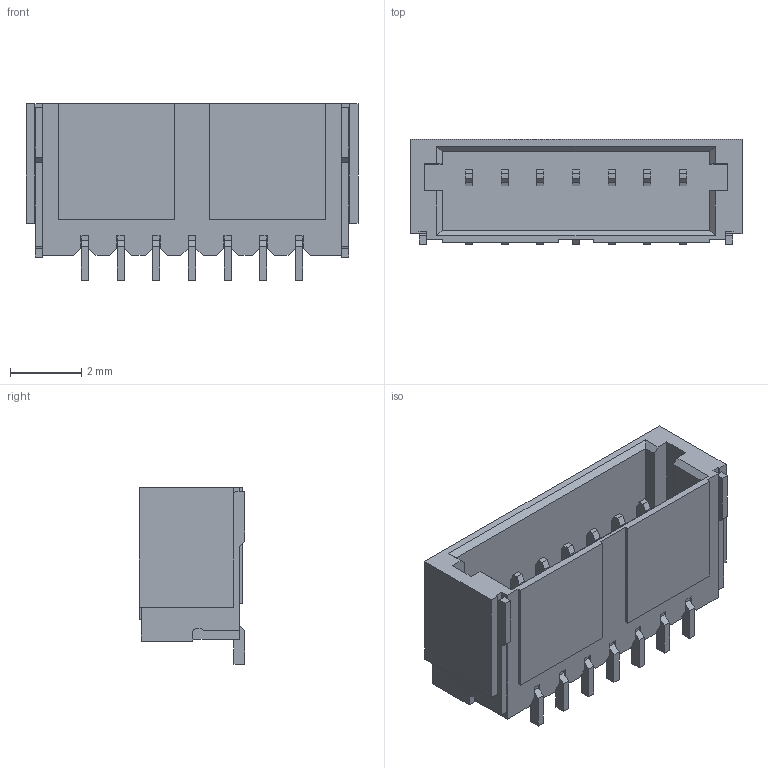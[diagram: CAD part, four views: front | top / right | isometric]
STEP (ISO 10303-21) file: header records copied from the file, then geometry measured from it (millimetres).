
FILE_DESCRIPTION((''),'2;1');
FILE_NAME('C-1734709-7','2011-04-19T',('workeradm'),('Tyco Electronics Ltd.'),'PRO/ENGINEER BY PARAMETRIC TECHNOLOGY CORPORATION, 2009300','PRO/ENGINEER BY PARAMETRIC TECHNOLOGY CORPORATION, 2009300','');
FILE_SCHEMA(('AUTOMOTIVE_DESIGN { 1 0 10303 214 1 1 1 1 }'));
Length unit declared in the file: millimetre
Products named in the file (1): C-1734709-7
Bounding box: 9.3 x 2.95 x 4.95 mm (x, y, z)
Volume: 57.3 mm3; surface area: 282.2 mm2
Topology: 1 solids, 1 shells, 237 faces, 656 edges, 436 vertices
Faces by surface type: plane 233, cylinder 4
Entity records: 7662 total; most frequent: CARTESIAN_POINT 1331, ORIENTED_EDGE 1312, DIRECTION 1138, EDGE_CURVE 656, VECTOR 648, LINE 648, VERTEX_POINT 436, EDGE_LOOP 252
